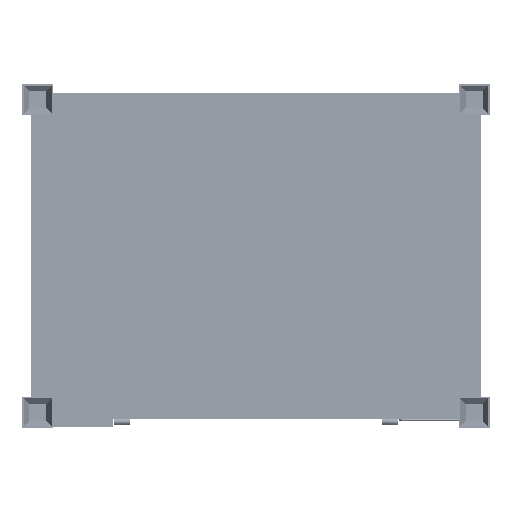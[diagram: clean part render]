
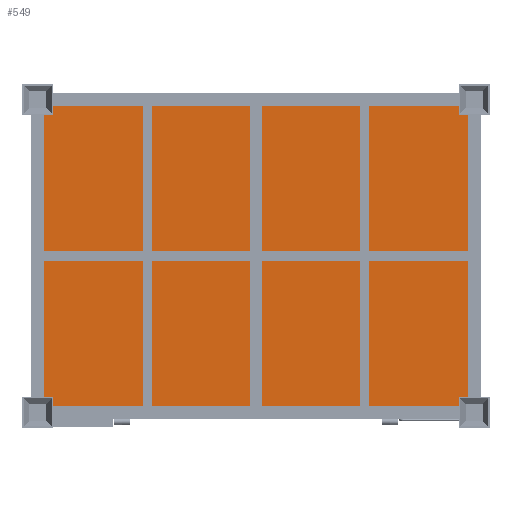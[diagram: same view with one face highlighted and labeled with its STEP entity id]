
A CAD part, front view. The second image highlights one B-rep face of the part: STEP entity #549.
In plain terms, the highlighted free-form (B-spline) face has degree [1, 1] with [2, 2] control points.
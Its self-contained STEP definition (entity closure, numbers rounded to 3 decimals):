
#429 = EDGE_CURVE('',#430,#432,#434,.T.);
#430 = VERTEX_POINT('',#431);
#431 = CARTESIAN_POINT('',(-43.756,1333.439,
    834.159));
#432 = VERTEX_POINT('',#433);
#433 = CARTESIAN_POINT('',(-43.756,1333.439,
    2363.649));
#434 = B_SPLINE_CURVE_WITH_KNOTS('',1,(#435,#436),.UNSPECIFIED.,.F.,.F.,
  (2,2),(0.,1050.),.PIECEWISE_BEZIER_KNOTS.);
#435 = CARTESIAN_POINT('',(-43.756,1333.439,
    834.159));
#436 = CARTESIAN_POINT('',(-43.756,1333.439,
    2363.649));
#465 = EDGE_CURVE('',#432,#466,#468,.T.);
#466 = VERTEX_POINT('',#467);
#467 = CARTESIAN_POINT('',(2068.397,1333.439,
    2363.649));
#468 = B_SPLINE_CURVE_WITH_KNOTS('',1,(#469,#470),.UNSPECIFIED.,.F.,.F.,
  (2,2),(0.,1450.),.PIECEWISE_BEZIER_KNOTS.);
#469 = CARTESIAN_POINT('',(-43.756,1333.439,
    2363.649));
#470 = CARTESIAN_POINT('',(2068.397,1333.439,
    2363.649));
#493 = EDGE_CURVE('',#466,#494,#496,.T.);
#494 = VERTEX_POINT('',#495);
#495 = CARTESIAN_POINT('',(2068.397,1333.439,
    834.159));
#496 = B_SPLINE_CURVE_WITH_KNOTS('',1,(#497,#498),.UNSPECIFIED.,.F.,.F.,
  (2,2),(-1050.,-0.),.PIECEWISE_BEZIER_KNOTS.);
#497 = CARTESIAN_POINT('',(2068.397,1333.439,
    2363.649));
#498 = CARTESIAN_POINT('',(2068.397,1333.439,
    834.159));
#521 = EDGE_CURVE('',#494,#430,#522,.T.);
#522 = B_SPLINE_CURVE_WITH_KNOTS('',1,(#523,#524),.UNSPECIFIED.,.F.,.F.,
  (2,2),(-1450.,-0.),.PIECEWISE_BEZIER_KNOTS.);
#523 = CARTESIAN_POINT('',(2068.397,1333.439,
    834.159));
#524 = CARTESIAN_POINT('',(-43.756,1333.439,
    834.159));
#549 = ADVANCED_FACE('',(#550),#556,.F.);
#550 = FACE_BOUND('',#551,.T.);
#551 = EDGE_LOOP('',(#552,#553,#554,#555));
#552 = ORIENTED_EDGE('',*,*,#429,.F.);
#553 = ORIENTED_EDGE('',*,*,#521,.F.);
#554 = ORIENTED_EDGE('',*,*,#493,.F.);
#555 = ORIENTED_EDGE('',*,*,#465,.F.);
#556 = B_SPLINE_SURFACE_WITH_KNOTS('',1,1,(
    (#557,#558)
    ,(#559,#560
    )),.UNSPECIFIED.,.F.,.F.,.F.,(2,2),(2,2),(-525.,525.),(-725.,725.),
  .PIECEWISE_BEZIER_KNOTS.);
#557 = CARTESIAN_POINT('',(-43.756,1333.439,
    834.159));
#558 = CARTESIAN_POINT('',(2068.397,1333.439,
    834.159));
#559 = CARTESIAN_POINT('',(-43.756,1333.439,
    2363.649));
#560 = CARTESIAN_POINT('',(2068.397,1333.439,
    2363.649));
